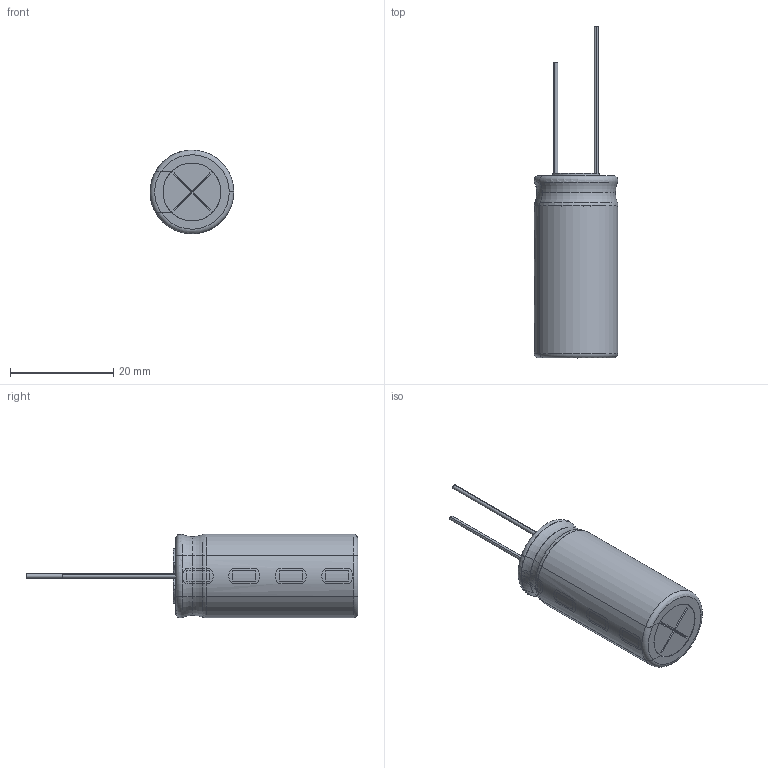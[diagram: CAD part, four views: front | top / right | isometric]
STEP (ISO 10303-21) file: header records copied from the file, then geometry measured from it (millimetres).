
FILE_DESCRIPTION (( 'STEP AP214' ), '1' );
FILE_NAME ('Single-ended Ø16x35.5.STEP', '2020-04-10T15:09:57', ( '' ), ( '' ), 'SwSTEP 2.0', 'SolidWorks 2018', '' );
FILE_SCHEMA (( 'AUTOMOTIVE_DESIGN' ));
Length unit declared in the file: millimetre
Products named in the file (2): Single-ended Ø16x35.5
Assembly tree (1 placements, depth 2):
  Single-ended Ø16x35.5
    Single-ended Ø16x35.5
Bounding box: 16.2 x 64.25 x 16.19 mm (x, y, z)
Volume: 1668.6 mm3; surface area: 4743.6 mm2
Topology: 1 solids, 3 shells, 134 faces, 318 edges, 201 vertices
Faces by surface type: torus 57, cylinder 46, plane 31
Entity records: 4860 total; most frequent: CARTESIAN_POINT 893, DIRECTION 742, ORIENTED_EDGE 636, EDGE_CURVE 318, AXIS2_PLACEMENT_3D 318, VERTEX_POINT 201, CIRCLE 180, EDGE_LOOP 147
